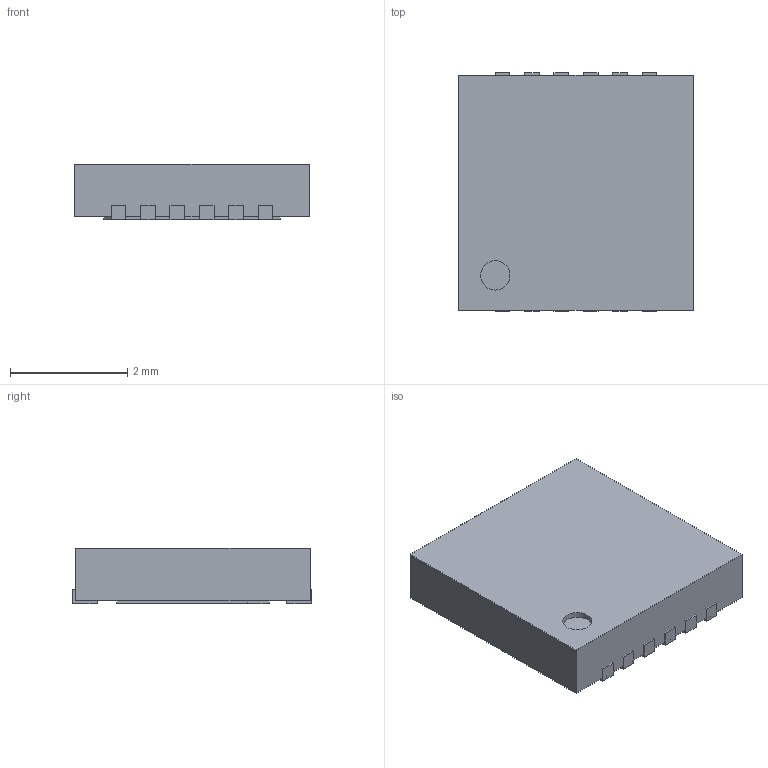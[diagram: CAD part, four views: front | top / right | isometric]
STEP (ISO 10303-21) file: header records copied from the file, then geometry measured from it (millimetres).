
FILE_DESCRIPTION(/* description */ (''),/* implementation_level */ '2;1');
FILE_NAME(/* name */ 'WSON12.step',/* time_stamp */ '2018-12-15T11:49:01-05:00',/* author */ ('xdmattz'),/* organization */ (''),/* preprocessor_version */ 'ST-DEVELOPER v17.2',/* originating_system */ 'Autodesk Translation Framework v7.6.0.251',/* authorisation */ '');
FILE_SCHEMA (('AUTOMOTIVE_DESIGN { 1 0 10303 214 3 1 1 }'));
Length unit declared in the file: millimetre
Products named in the file (15): WSON12; Body; Pad 13; Pad 1; Pad 5; Pad 6; Pad 12; Pad 11; Pad 10; Pad 2; Pad 3; Pad 4; Pad 9; Pad 8; Pad 7
Assembly tree (14 placements, depth 2):
  WSON12
    Body
    Pad 13
    Pad 1
    Pad 5
    Pad 6
    Pad 12
    Pad 11
    Pad 10
    Pad 2
    Pad 3
    Pad 4
    Pad 9
    Pad 8
    Pad 7
Bounding box: 4 x 4.07 x 0.95 mm (x, y, z)
Volume: 15.1 mm3; surface area: 69.1 mm2
Topology: 14 solids, 14 shells, 87 faces, 174 edges, 116 vertices
Faces by surface type: plane 86, cylinder 1
Full cylindrical faces by diameter (mm): 0.5 x1
Entity records: 2693 total; most frequent: DIRECTION 408, CARTESIAN_POINT 406, ORIENTED_EDGE 348, EDGE_CURVE 174, LINE 172, VECTOR 172, AXIS2_PLACEMENT_3D 118, VERTEX_POINT 116
